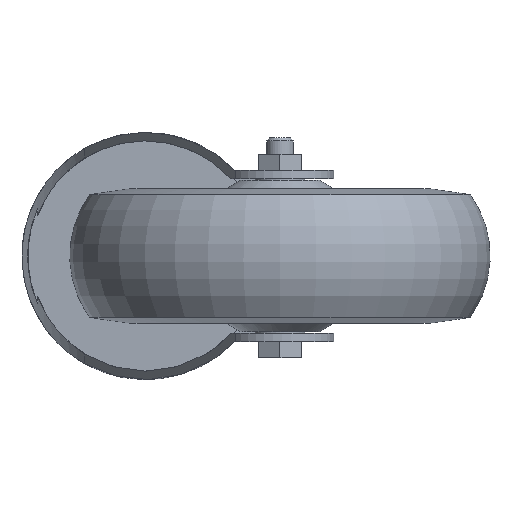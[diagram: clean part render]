
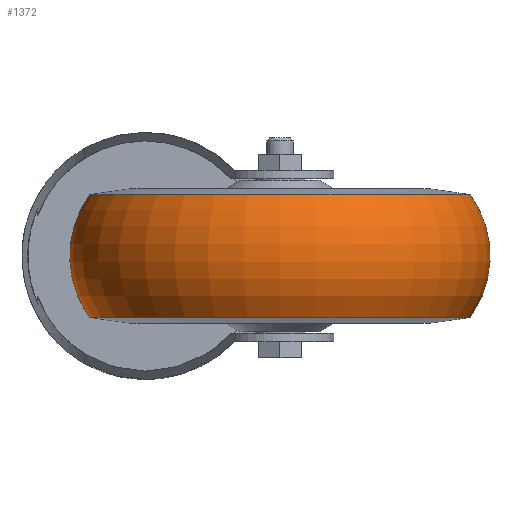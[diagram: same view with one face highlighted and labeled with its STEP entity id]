
A CAD part, front view. The second image highlights one B-rep face of the part: STEP entity #1372.
In plain terms, the highlighted toroidal (fillet/blend) face has major radius 31.5 mm and minor radius 31 mm.
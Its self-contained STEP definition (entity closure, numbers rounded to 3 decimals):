
#20=TOROIDAL_SURFACE('',#1522,31.5,31.);
#560=ORIENTED_EDGE('',*,*,#779,.T.);
#561=ORIENTED_EDGE('',*,*,#780,.F.);
#779=EDGE_CURVE('',#912,#912,#982,.T.);
#780=EDGE_CURVE('',#913,#913,#983,.T.);
#912=VERTEX_POINT('',#2365);
#913=VERTEX_POINT('',#2368);
#982=CIRCLE('',#1521,56.559);
#983=CIRCLE('',#1523,56.559);
#1087=EDGE_LOOP('',(#560));
#1088=EDGE_LOOP('',(#561));
#1224=FACE_BOUND('',#1087,.T.);
#1225=FACE_BOUND('',#1088,.T.);
#1372=ADVANCED_FACE('',(#1224,#1225),#20,.T.);
#1521=AXIS2_PLACEMENT_3D('',#2364,#1888,#1889);
#1522=AXIS2_PLACEMENT_3D('',#2366,#1890,#1891);
#1523=AXIS2_PLACEMENT_3D('',#2367,#1892,#1893);
#1888=DIRECTION('',(0.,0.,-1.));
#1889=DIRECTION('',(-1.,0.,0.));
#1890=DIRECTION('',(0.,0.,-1.));
#1891=DIRECTION('',(-1.,0.,0.));
#1892=DIRECTION('',(0.,0.,-1.));
#1893=DIRECTION('',(-1.,0.,0.));
#2364=CARTESIAN_POINT('',(0.,0.,18.25));
#2365=CARTESIAN_POINT('',(-56.559,0.,18.25));
#2366=CARTESIAN_POINT('',(0.,0.,0.));
#2367=CARTESIAN_POINT('',(0.,0.,-18.25));
#2368=CARTESIAN_POINT('',(-56.559,0.,-18.25));
